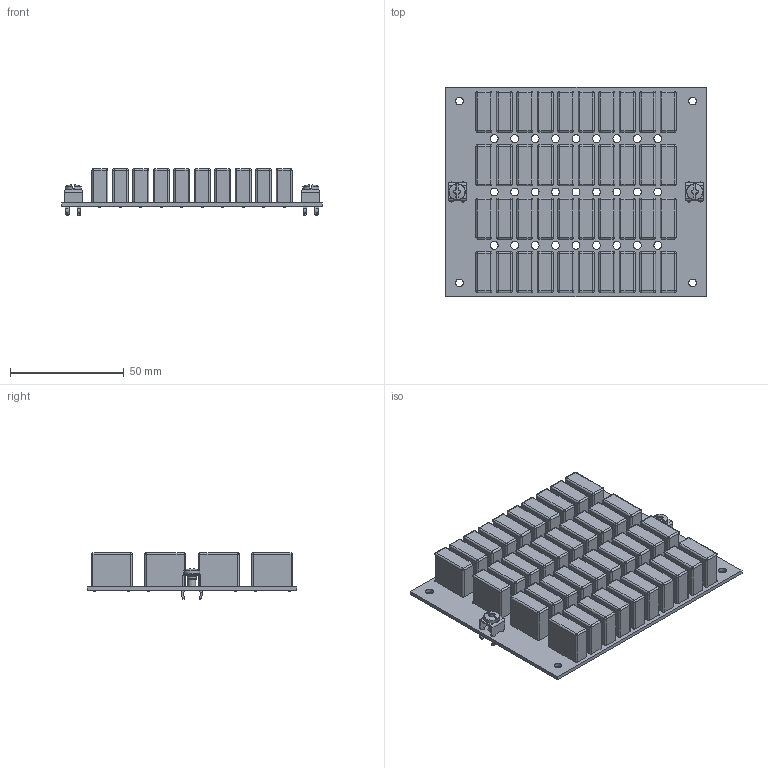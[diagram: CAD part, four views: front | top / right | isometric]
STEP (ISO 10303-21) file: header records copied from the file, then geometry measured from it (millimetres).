
FILE_DESCRIPTION(('KiCad electronic assembly'),'2;1');
FILE_NAME('mmc.step','2020-09-06T23:09:07',('An Author'),('A Company'), 'Open CASCADE STEP processor 6.9','KiCad to STEP converter','Unknown' );
FILE_SCHEMA(('AUTOMOTIVE_DESIGN { 1 0 10303 214 1 1 1 1 }'));
Length unit declared in the file: millimetre
Products named in the file (6): Open CASCADE STEP translator 6.9 1; C_Rect_L18.0mm_W7.0mm_P15.00mm_FKS3_FKP3; SOLID; Keystone_7693; COMPOUND
Assembly tree (45 placements, depth 3):
  Open CASCADE STEP translator 6.9 1
    C_Rect_L18.0mm_W7.0mm_P15.00mm_FKS3_FKP3  x40
      SOLID
    Keystone_7693  x2
      COMPOUND
    COMPOUND
Bounding box: 114.5 x 92 x 20.44 mm (x, y, z)
Volume: 91968.6 mm3; surface area: 62450.4 mm2
Topology: 45 solids, 45 shells, 1307 faces, 3055 edges, 1762 vertices
Faces by surface type: cylinder 637, plane 462, sphere 164, cone 24, torus 20
Full cylindrical faces by diameter (mm): 0.9 x80, 1.2 x80, 1.85 x8, 3.4 x4, 3.5 x27
Entity records: 24370 total; most frequent: CARTESIAN_POINT 7254, DIRECTION 3181, ORIENTED_EDGE 1668, PCURVE 1668, DEFINITIONAL_REPRESENTATION 1668, LINE 1575, VECTOR 1575, EDGE_CURVE 834
